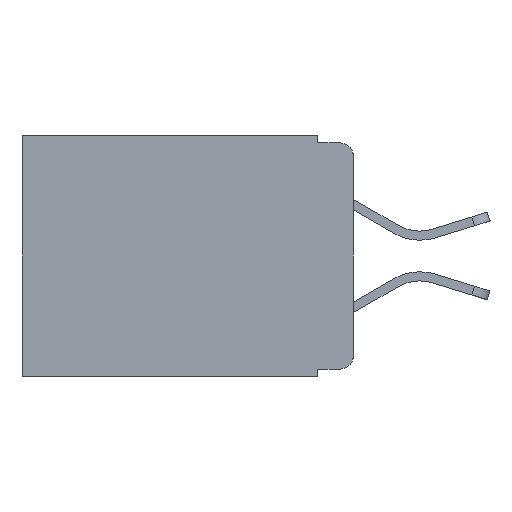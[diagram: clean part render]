
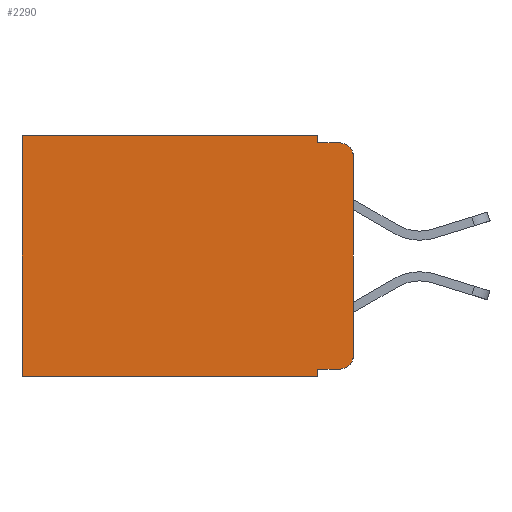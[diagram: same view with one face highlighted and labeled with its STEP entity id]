
A CAD part, left-side view. The second image highlights one B-rep face of the part: STEP entity #2290.
In plain terms, the highlighted planar face has unit normal (-1, 0, 0).
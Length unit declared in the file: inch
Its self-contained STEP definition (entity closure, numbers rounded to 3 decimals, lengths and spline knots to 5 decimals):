
#50 = EDGE_CURVE ( 'NONE', #7286, #20671, #3811, .T. ) ;
#294 = CARTESIAN_POINT ( 'NONE',  ( 0.298, 0.051, 0. ) ) ;
#357 = CARTESIAN_POINT ( 'NONE',  ( 0.298, 0.02, -0.313 ) ) ;
#627 = LINE ( 'NONE', #20368, #9104 ) ;
#878 = VECTOR ( 'NONE', #2086, 39.37008 ) ;
#1071 = CARTESIAN_POINT ( 'NONE',  ( 0.298, 0.02, -0.03 ) ) ;
#1442 = LINE ( 'NONE', #15910, #18877 ) ;
#1544 = CARTESIAN_POINT ( 'NONE',  ( 0.298, 0., -0.03 ) ) ;
#2086 = DIRECTION ( 'NONE',  ( 0., 0., -1. ) ) ;
#2290 = ADVANCED_FACE ( 'NONE', ( #11675 ), #10505, .F. ) ;
#2379 = DIRECTION ( 'NONE',  ( -1., 0., 0. ) ) ;
#2540 = DIRECTION ( 'NONE',  ( 0., -1., 0. ) ) ;
#2756 = DIRECTION ( 'NONE',  ( 0., 0., -1. ) ) ;
#3417 = AXIS2_PLACEMENT_3D ( 'NONE', #1071, #12888, #2756 ) ;
#3489 = VERTEX_POINT ( 'NONE', #1544 ) ;
#3528 = CARTESIAN_POINT ( 'NONE',  ( 0.298, 0.02, -0.333 ) ) ;
#3811 = CIRCLE ( 'NONE', #15312, 0.02 ) ;
#4236 = LINE ( 'NONE', #5062, #8199 ) ;
#4648 = EDGE_CURVE ( 'NONE', #17833, #13401, #16805, .T. ) ;
#4793 = CARTESIAN_POINT ( 'NONE',  ( 0.298, 0.051, 0. ) ) ;
#4861 = VECTOR ( 'NONE', #13887, 39.37008 ) ;
#5062 = CARTESIAN_POINT ( 'NONE',  ( 0.298, 0., 0. ) ) ;
#5417 = CARTESIAN_POINT ( 'NONE',  ( 0.298, 0., -0.343 ) ) ;
#5422 = LINE ( 'NONE', #294, #878 ) ;
#5782 = VERTEX_POINT ( 'NONE', #16363 ) ;
#5937 = ORIENTED_EDGE ( 'NONE', *, *, #10433, .T. ) ;
#6634 = VERTEX_POINT ( 'NONE', #13157 ) ;
#6747 = DIRECTION ( 'NONE',  ( 0., 0., -1. ) ) ;
#7286 = VERTEX_POINT ( 'NONE', #3528 ) ;
#8035 = EDGE_CURVE ( 'NONE', #13064, #16284, #5422, .T. ) ;
#8199 = VECTOR ( 'NONE', #6747, 39.37008 ) ;
#8685 = DIRECTION ( 'NONE',  ( 0., -1., 0. ) ) ;
#9104 = VECTOR ( 'NONE', #8685, 39.37008 ) ;
#9113 = DIRECTION ( 'NONE',  ( 0., 0., -1. ) ) ;
#9651 = DIRECTION ( 'NONE',  ( 1., 0., 0. ) ) ;
#9783 = LINE ( 'NONE', #10015, #14285 ) ;
#10015 = CARTESIAN_POINT ( 'NONE',  ( 0.298, 0.473, 0. ) ) ;
#10018 = EDGE_CURVE ( 'NONE', #13401, #5782, #15353, .T. ) ;
#10403 = CARTESIAN_POINT ( 'NONE',  ( 0.298, 0., -0.313 ) ) ;
#10433 = EDGE_CURVE ( 'NONE', #13878, #5782, #9783, .T. ) ;
#10505 = PLANE ( 'NONE',  #21253 ) ;
#11675 = FACE_OUTER_BOUND ( 'NONE', #13187, .T. ) ;
#12369 = CARTESIAN_POINT ( 'NONE',  ( 0.298, 0.051, -0.343 ) ) ;
#12888 = DIRECTION ( 'NONE',  ( -1., 0., 0. ) ) ;
#13064 = VERTEX_POINT ( 'NONE', #4793 ) ;
#13157 = CARTESIAN_POINT ( 'NONE',  ( 0.298, 0.02, -0.01 ) ) ;
#13187 = EDGE_LOOP ( 'NONE', ( #18726, #17129, #14262, #14205, #21025, #5937, #21587, #17698, #19826, #19793 ) ) ;
#13281 = EDGE_CURVE ( 'NONE', #17833, #7286, #627, .T. ) ;
#13293 = CARTESIAN_POINT ( 'NONE',  ( 0.298, 0.051, -0.333 ) ) ;
#13401 = VERTEX_POINT ( 'NONE', #12369 ) ;
#13730 = DIRECTION ( 'NONE',  ( 0., 1., 0. ) ) ;
#13878 = VERTEX_POINT ( 'NONE', #15420 ) ;
#13882 = CIRCLE ( 'NONE', #3417, 0.02 ) ;
#13887 = DIRECTION ( 'NONE',  ( 0., 1., 0. ) ) ;
#13928 = EDGE_CURVE ( 'NONE', #13064, #13878, #14881, .T. ) ;
#14205 = ORIENTED_EDGE ( 'NONE', *, *, #8035, .F. ) ;
#14262 = ORIENTED_EDGE ( 'NONE', *, *, #18247, .F. ) ;
#14285 = VECTOR ( 'NONE', #18397, 39.37008 ) ;
#14568 = CARTESIAN_POINT ( 'NONE',  ( 0.298, 0., 0. ) ) ;
#14881 = LINE ( 'NONE', #18883, #4861 ) ;
#15312 = AXIS2_PLACEMENT_3D ( 'NONE', #357, #2379, #18534 ) ;
#15353 = LINE ( 'NONE', #5417, #19303 ) ;
#15420 = CARTESIAN_POINT ( 'NONE',  ( 0.298, 0.473, 0. ) ) ;
#15910 = CARTESIAN_POINT ( 'NONE',  ( 0.298, 0.051, -0.01 ) ) ;
#16257 = VECTOR ( 'NONE', #19859, 39.37008 ) ;
#16284 = VERTEX_POINT ( 'NONE', #18147 ) ;
#16363 = CARTESIAN_POINT ( 'NONE',  ( 0.298, 0.473, -0.343 ) ) ;
#16805 = LINE ( 'NONE', #21535, #16257 ) ;
#17129 = ORIENTED_EDGE ( 'NONE', *, *, #18320, .T. ) ;
#17698 = ORIENTED_EDGE ( 'NONE', *, *, #4648, .F. ) ;
#17833 = VERTEX_POINT ( 'NONE', #13293 ) ;
#18147 = CARTESIAN_POINT ( 'NONE',  ( 0.298, 0.051, -0.01 ) ) ;
#18247 = EDGE_CURVE ( 'NONE', #16284, #6634, #1442, .T. ) ;
#18320 = EDGE_CURVE ( 'NONE', #3489, #6634, #13882, .T. ) ;
#18397 = DIRECTION ( 'NONE',  ( 0., 0., -1. ) ) ;
#18534 = DIRECTION ( 'NONE',  ( 0., 0., -1. ) ) ;
#18726 = ORIENTED_EDGE ( 'NONE', *, *, #19839, .F. ) ;
#18877 = VECTOR ( 'NONE', #2540, 39.37008 ) ;
#18883 = CARTESIAN_POINT ( 'NONE',  ( 0.298, 0., 0. ) ) ;
#19303 = VECTOR ( 'NONE', #13730, 39.37008 ) ;
#19793 = ORIENTED_EDGE ( 'NONE', *, *, #50, .T. ) ;
#19826 = ORIENTED_EDGE ( 'NONE', *, *, #13281, .T. ) ;
#19839 = EDGE_CURVE ( 'NONE', #3489, #20671, #4236, .T. ) ;
#19859 = DIRECTION ( 'NONE',  ( 0., 0., -1. ) ) ;
#20368 = CARTESIAN_POINT ( 'NONE',  ( 0.298, 0.051, -0.333 ) ) ;
#20671 = VERTEX_POINT ( 'NONE', #10403 ) ;
#21025 = ORIENTED_EDGE ( 'NONE', *, *, #13928, .T. ) ;
#21253 = AXIS2_PLACEMENT_3D ( 'NONE', #14568, #9651, #9113 ) ;
#21535 = CARTESIAN_POINT ( 'NONE',  ( 0.298, 0.051, 0. ) ) ;
#21587 = ORIENTED_EDGE ( 'NONE', *, *, #10018, .F. ) ;
